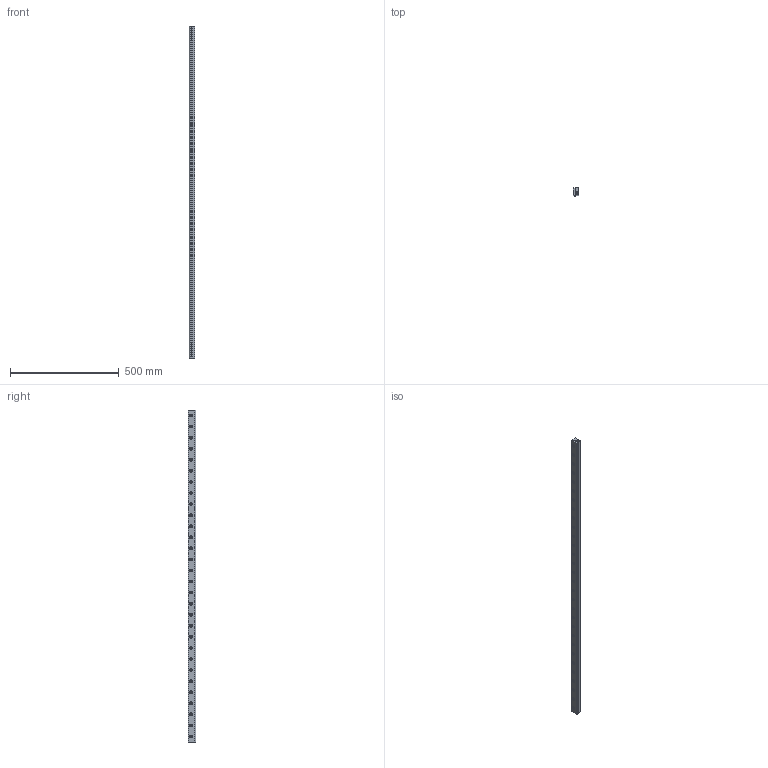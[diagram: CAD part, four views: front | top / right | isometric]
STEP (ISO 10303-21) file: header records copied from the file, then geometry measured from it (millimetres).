
FILE_DESCRIPTION(/* description */ (''),/* implementation_level */ '2;1');
FILE_NAME(/* name */ '110060ss.stp',/* time_stamp */ '2014-07-22T16:11:27-04:00',/* author */ ('Cory Kanz'),/* organization */ (''),/* preprocessor_version */ 'ST-DEVELOPER v15.2',/* originating_system */ 'Autodesk Inventor 2014',/* authorisation */ '');
FILE_SCHEMA (('AUTOMOTIVE_DESIGN { 1 0 10303 214 3 1 1 }'));
Length unit declared in the file: inch
Products named in the file (4): 901472ss; 901473ss; Unbrako - 1_4 x 3_4 - 20(10); 110060ss
Bounding box: 26.38 x 36.53 x 1524 mm (x, y, z)
Volume: 1350963.7 mm3; surface area: 330353.6 mm2
Topology: 32 solids, 32 shells, 655 faces, 1382 edges, 882 vertices
Faces by surface type: plane 346, cylinder 187, cone 62, torus 60
Full cylindrical faces by diameter (mm): 5.159 x30, 6.35 x30, 6.731 x31, 7.144 x30, 11.1 x30, 11.112 x6, 12.7 x30
Entity records: 5776 total; most frequent: DIRECTION 1079, CARTESIAN_POINT 875, ORIENTED_EDGE 624, EDGE_LOOP 545, AXIS2_PLACEMENT_3D 517, FACE_BOUND 333, EDGE_CURVE 312, VERTEX_POINT 295
